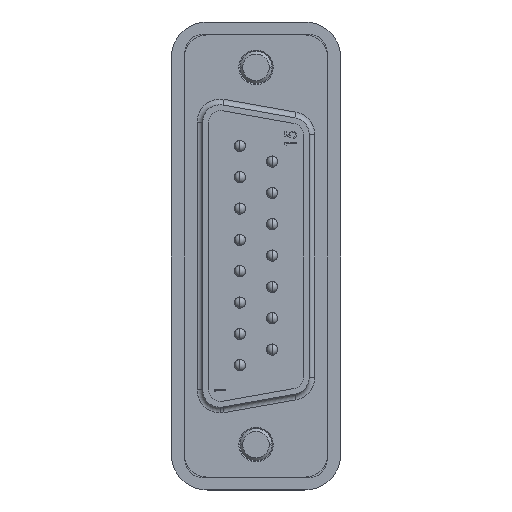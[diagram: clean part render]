
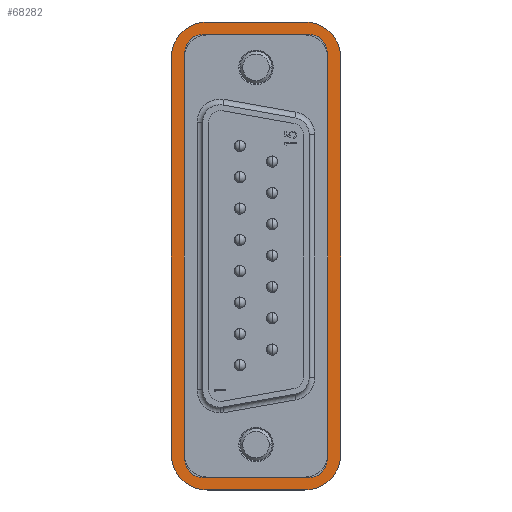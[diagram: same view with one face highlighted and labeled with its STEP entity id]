
A CAD part, left-side view. The second image highlights one B-rep face of the part: STEP entity #68282.
In plain terms, the highlighted face is planar.
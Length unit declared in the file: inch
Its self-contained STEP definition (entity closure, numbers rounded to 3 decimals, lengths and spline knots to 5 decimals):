
#1911 = CARTESIAN_POINT ( 'NONE',  ( -0.814, 0.295, 0. ) ) ;
#1912 = DIRECTION ( 'NONE',  ( 0., -1., 0. ) ) ;
#1923 = CARTESIAN_POINT ( 'NONE',  ( 0.689, 0.25, 0. ) ) ;
#1925 = DIRECTION ( 'NONE',  ( -1., 0., 0. ) ) ;
#1930 = CARTESIAN_POINT ( 'NONE',  ( 0.769, -0.17, 0. ) ) ;
#1932 = CARTESIAN_POINT ( 'NONE',  ( 0.689, 0.17, 0. ) ) ;
#1933 = DIRECTION ( 'NONE',  ( 0., 0., 1. ) ) ;
#1934 = DIRECTION ( 'NONE',  ( 1., 0., 0. ) ) ;
#1935 = DIRECTION ( 'NONE',  ( 0., 1., 0. ) ) ;
#1937 = DIRECTION ( 'NONE',  ( 1., 0., 0. ) ) ;
#1938 = CARTESIAN_POINT ( 'NONE',  ( 0.689, -0.17, 0. ) ) ;
#1939 = DIRECTION ( 'NONE',  ( 0., 0., 1. ) ) ;
#1940 = DIRECTION ( 'NONE',  ( 1., 0., 0. ) ) ;
#1942 = CARTESIAN_POINT ( 'NONE',  ( -0.689, -0.25, 0. ) ) ;
#1947 = DIRECTION ( 'NONE',  ( 0., -1., 0. ) ) ;
#1948 = CARTESIAN_POINT ( 'NONE',  ( -0.689, -0.17, 0. ) ) ;
#1949 = DIRECTION ( 'NONE',  ( 0., 0., 1. ) ) ;
#1950 = DIRECTION ( 'NONE',  ( 1., 0., 0. ) ) ;
#1952 = CARTESIAN_POINT ( 'NONE',  ( -0.769, 0.17, 0. ) ) ;
#1960 = CARTESIAN_POINT ( 'NONE',  ( -0.689, 0.17, 0. ) ) ;
#1961 = DIRECTION ( 'NONE',  ( 0., 0., 1. ) ) ;
#1962 = DIRECTION ( 'NONE',  ( 1., 0., 0. ) ) ;
#1965 = CARTESIAN_POINT ( 'NONE',  ( -0.689, 0.17, 0. ) ) ;
#1966 = DIRECTION ( 'NONE',  ( 0., 0., 1. ) ) ;
#1967 = DIRECTION ( 'NONE',  ( -1., 0., 0. ) ) ;
#1968 = CARTESIAN_POINT ( 'NONE',  ( -0.689, -0.17, 0. ) ) ;
#1969 = DIRECTION ( 'NONE',  ( 0., 0., 1. ) ) ;
#1970 = DIRECTION ( 'NONE',  ( -1., 0., 0. ) ) ;
#1976 = CARTESIAN_POINT ( 'NONE',  ( 0.814, 0.295, 0. ) ) ;
#1977 = CARTESIAN_POINT ( 'NONE',  ( 0.689, -0.17, 0. ) ) ;
#1978 = DIRECTION ( 'NONE',  ( 0., 0., 1. ) ) ;
#1979 = DIRECTION ( 'NONE',  ( -1., 0., 0. ) ) ;
#1981 = DIRECTION ( 'NONE',  ( 0., -1., 0. ) ) ;
#1984 = CARTESIAN_POINT ( 'NONE',  ( 0.689, 0.17, 0. ) ) ;
#1985 = DIRECTION ( 'NONE',  ( 0., 0., 1. ) ) ;
#1986 = DIRECTION ( 'NONE',  ( -1., 0., 0. ) ) ;
#6824 = FACE_BOUND ( 'NONE', #27529, .T. ) ;
#6829 = FACE_OUTER_BOUND ( 'NONE', #27741, .T. ) ;
#10567 = CARTESIAN_POINT ( 'NONE',  ( 0.814, 0.295, 0. ) ) ;
#10570 = DIRECTION ( 'NONE',  ( 1., 0., 0. ) ) ;
#10735 = DIRECTION ( 'NONE',  ( 1., 0., 0. ) ) ;
#10749 = CARTESIAN_POINT ( 'NONE',  ( 0.814, -0.295, 0. ) ) ;
#10814 = EDGE_CURVE ( 'NONE', #40351, #40335, #27060, .T. ) ;
#10852 = EDGE_CURVE ( 'NONE', #40367, #40375, #27183, .T. ) ;
#10910 = EDGE_CURVE ( 'NONE', #40383, #40390, #27414, .T. ) ;
#10916 = EDGE_CURVE ( 'NONE', #40385, #40386, #27436, .T. ) ;
#10918 = EDGE_CURVE ( 'NONE', #40384, #40385, #27440, .T. ) ;
#10920 = EDGE_CURVE ( 'NONE', #40395, #40384, #27446, .T. ) ;
#10922 = EDGE_CURVE ( 'NONE', #40388, #40395, #27456, .T. ) ;
#10924 = EDGE_CURVE ( 'NONE', #40381, #40388, #27460, .T. ) ;
#10926 = EDGE_CURVE ( 'NONE', #40394, #40381, #27464, .T. ) ;
#10928 = EDGE_CURVE ( 'NONE', #40393, #40394, #27472, .T. ) ;
#10930 = EDGE_CURVE ( 'NONE', #40386, #40393, #27480, .T. ) ;
#10932 = EDGE_CURVE ( 'NONE', #40351, #40383, #27484, .T. ) ;
#10934 = EDGE_CURVE ( 'NONE', #40390, #40367, #27492, .T. ) ;
#10936 = EDGE_CURVE ( 'NONE', #40375, #40391, #27486, .T. ) ;
#10938 = EDGE_CURVE ( 'NONE', #40396, #40391, #27498, .T. ) ;
#10940 = EDGE_CURVE ( 'NONE', #40396, #40335, #27510, .T. ) ;
#24873 = AXIS2_PLACEMENT_3D ( 'NONE', #57865, #57862, #57869 ) ;
#27060 = LINE ( 'NONE', #10567, #27066 ) ;
#27066 = VECTOR ( 'NONE', #10570, 39.37008 ) ;
#27183 = LINE ( 'NONE', #10749, #27200 ) ;
#27200 = VECTOR ( 'NONE', #10735, 39.37008 ) ;
#27414 = LINE ( 'NONE', #1911, #27420 ) ;
#27420 = VECTOR ( 'NONE', #1912, 39.37008 ) ;
#27436 = LINE ( 'NONE', #1923, #27442 ) ;
#27440 = CIRCLE ( 'NONE', #42928, 0.08 ) ;
#27442 = VECTOR ( 'NONE', #1925, 39.37008 ) ;
#27446 = LINE ( 'NONE', #1930, #27454 ) ;
#27454 = VECTOR ( 'NONE', #1935, 39.37008 ) ;
#27456 = CIRCLE ( 'NONE', #42929, 0.08 ) ;
#27460 = LINE ( 'NONE', #1942, #27466 ) ;
#27464 = CIRCLE ( 'NONE', #42931, 0.08 ) ;
#27466 = VECTOR ( 'NONE', #1937, 39.37008 ) ;
#27472 = LINE ( 'NONE', #1952, #27478 ) ;
#27478 = VECTOR ( 'NONE', #1947, 39.37008 ) ;
#27480 = CIRCLE ( 'NONE', #42933, 0.08 ) ;
#27484 = CIRCLE ( 'NONE', #42934, 0.125 ) ;
#27486 = CIRCLE ( 'NONE', #42937, 0.125 ) ;
#27492 = CIRCLE ( 'NONE', #42935, 0.125 ) ;
#27498 = LINE ( 'NONE', #1976, #27508 ) ;
#27508 = VECTOR ( 'NONE', #1981, 39.37008 ) ;
#27510 = CIRCLE ( 'NONE', #42938, 0.125 ) ;
#27529 = EDGE_LOOP ( 'NONE', ( #72385, #72387, #72329, #72264, #72261, #72341, #72342, #72383 ) ) ;
#27741 = EDGE_LOOP ( 'NONE', ( #72346, #72280, #72488, #72309, #72289, #72323, #72312, #72293 ) ) ;
#40335 = VERTEX_POINT ( 'NONE', #83857 ) ;
#40351 = VERTEX_POINT ( 'NONE', #83884 ) ;
#40367 = VERTEX_POINT ( 'NONE', #83912 ) ;
#40375 = VERTEX_POINT ( 'NONE', #83927 ) ;
#40381 = VERTEX_POINT ( 'NONE', #83938 ) ;
#40383 = VERTEX_POINT ( 'NONE', #83941 ) ;
#40384 = VERTEX_POINT ( 'NONE', #83943 ) ;
#40385 = VERTEX_POINT ( 'NONE', #83945 ) ;
#40386 = VERTEX_POINT ( 'NONE', #83947 ) ;
#40388 = VERTEX_POINT ( 'NONE', #83950 ) ;
#40390 = VERTEX_POINT ( 'NONE', #83953 ) ;
#40391 = VERTEX_POINT ( 'NONE', #83955 ) ;
#40393 = VERTEX_POINT ( 'NONE', #83959 ) ;
#40394 = VERTEX_POINT ( 'NONE', #83961 ) ;
#40395 = VERTEX_POINT ( 'NONE', #83962 ) ;
#40396 = VERTEX_POINT ( 'NONE', #83964 ) ;
#42928 = AXIS2_PLACEMENT_3D ( 'NONE', #1932, #1933, #1934 ) ;
#42929 = AXIS2_PLACEMENT_3D ( 'NONE', #1938, #1939, #1940 ) ;
#42931 = AXIS2_PLACEMENT_3D ( 'NONE', #1948, #1949, #1950 ) ;
#42933 = AXIS2_PLACEMENT_3D ( 'NONE', #1960, #1961, #1962 ) ;
#42934 = AXIS2_PLACEMENT_3D ( 'NONE', #1965, #1966, #1967 ) ;
#42935 = AXIS2_PLACEMENT_3D ( 'NONE', #1968, #1969, #1970 ) ;
#42937 = AXIS2_PLACEMENT_3D ( 'NONE', #1977, #1978, #1979 ) ;
#42938 = AXIS2_PLACEMENT_3D ( 'NONE', #1984, #1985, #1986 ) ;
#57862 = DIRECTION ( 'NONE',  ( 0., 0., -1. ) ) ;
#57865 = CARTESIAN_POINT ( 'NONE',  ( 0.814, 0.295, 0. ) ) ;
#57867 = PLANE ( 'NONE',  #24873 ) ;
#57869 = DIRECTION ( 'NONE',  ( -1., 0., 0. ) ) ;
#68282 = ADVANCED_FACE ( 'NONE', ( #6824, #6829 ), #57867, .F. ) ;
#72261 = ORIENTED_EDGE ( 'NONE', *, *, #10924, .F. ) ;
#72264 = ORIENTED_EDGE ( 'NONE', *, *, #10922, .F. ) ;
#72280 = ORIENTED_EDGE ( 'NONE', *, *, #10932, .T. ) ;
#72289 = ORIENTED_EDGE ( 'NONE', *, *, #10852, .T. ) ;
#72293 = ORIENTED_EDGE ( 'NONE', *, *, #10940, .T. ) ;
#72309 = ORIENTED_EDGE ( 'NONE', *, *, #10934, .T. ) ;
#72312 = ORIENTED_EDGE ( 'NONE', *, *, #10938, .F. ) ;
#72323 = ORIENTED_EDGE ( 'NONE', *, *, #10936, .T. ) ;
#72329 = ORIENTED_EDGE ( 'NONE', *, *, #10920, .F. ) ;
#72341 = ORIENTED_EDGE ( 'NONE', *, *, #10926, .F. ) ;
#72342 = ORIENTED_EDGE ( 'NONE', *, *, #10928, .F. ) ;
#72346 = ORIENTED_EDGE ( 'NONE', *, *, #10814, .F. ) ;
#72383 = ORIENTED_EDGE ( 'NONE', *, *, #10930, .F. ) ;
#72385 = ORIENTED_EDGE ( 'NONE', *, *, #10916, .F. ) ;
#72387 = ORIENTED_EDGE ( 'NONE', *, *, #10918, .F. ) ;
#72488 = ORIENTED_EDGE ( 'NONE', *, *, #10910, .T. ) ;
#83857 = CARTESIAN_POINT ( 'NONE',  ( 0.689, 0.295, 0. ) ) ;
#83884 = CARTESIAN_POINT ( 'NONE',  ( -0.689, 0.295, 0. ) ) ;
#83912 = CARTESIAN_POINT ( 'NONE',  ( -0.689, -0.295, 0. ) ) ;
#83927 = CARTESIAN_POINT ( 'NONE',  ( 0.689, -0.295, 0. ) ) ;
#83938 = CARTESIAN_POINT ( 'NONE',  ( -0.689, -0.25, 0. ) ) ;
#83941 = CARTESIAN_POINT ( 'NONE',  ( -0.814, 0.17, 0. ) ) ;
#83943 = CARTESIAN_POINT ( 'NONE',  ( 0.769, 0.17, 0. ) ) ;
#83945 = CARTESIAN_POINT ( 'NONE',  ( 0.689, 0.25, 0. ) ) ;
#83947 = CARTESIAN_POINT ( 'NONE',  ( -0.689, 0.25, 0. ) ) ;
#83950 = CARTESIAN_POINT ( 'NONE',  ( 0.689, -0.25, 0. ) ) ;
#83953 = CARTESIAN_POINT ( 'NONE',  ( -0.814, -0.17, 0. ) ) ;
#83955 = CARTESIAN_POINT ( 'NONE',  ( 0.814, -0.17, 0. ) ) ;
#83959 = CARTESIAN_POINT ( 'NONE',  ( -0.769, 0.17, 0. ) ) ;
#83961 = CARTESIAN_POINT ( 'NONE',  ( -0.769, -0.17, 0. ) ) ;
#83962 = CARTESIAN_POINT ( 'NONE',  ( 0.769, -0.17, 0. ) ) ;
#83964 = CARTESIAN_POINT ( 'NONE',  ( 0.814, 0.17, 0. ) ) ;
